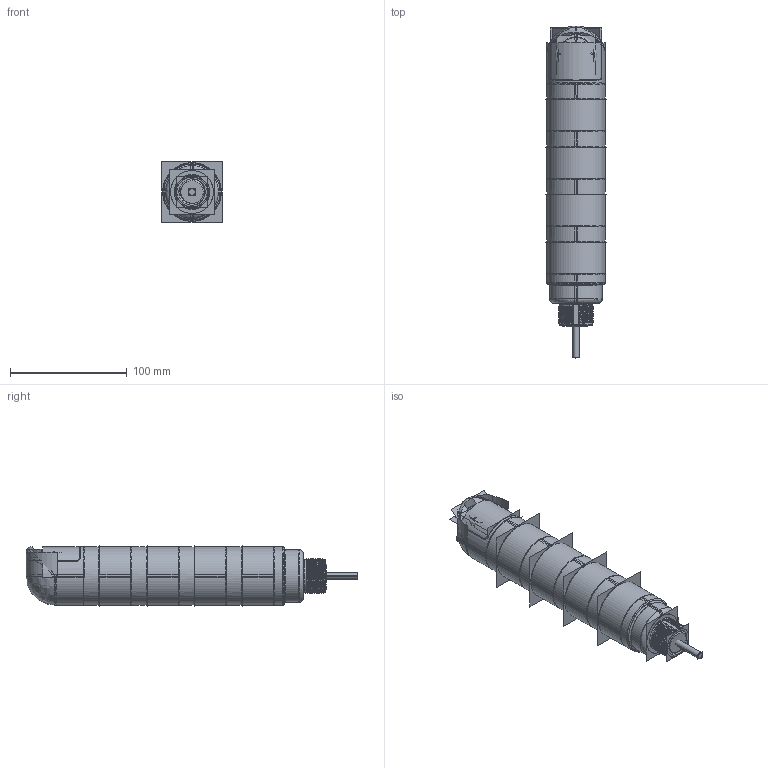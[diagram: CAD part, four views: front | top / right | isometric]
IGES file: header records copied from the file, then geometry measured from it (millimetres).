
Start section:  PTC IGES file: 154244_sm01.igs
Global section: file name: 154244_sm01.igs; native system: Creo Parametric by PTC Inc.; preprocessor: 2022414; author: banengservice; organization: Unknown; date: 20250908.110431; units: millimetre
Bounding box: 52 x 283.83 x 52 mm (x, y, z)
Volume: 446793.1 mm3; surface area: 213779.3 mm2
Topology: 2 solids, 2 shells, 610 faces, 3084 edges, 3869 vertices
Faces by surface type: revolution 284, bspline 276, extrusion 50
